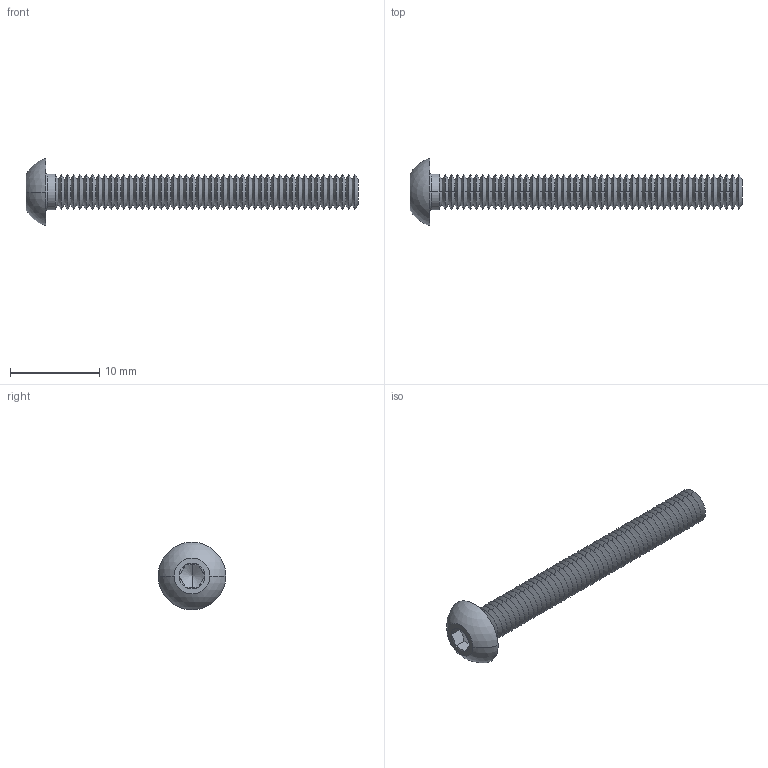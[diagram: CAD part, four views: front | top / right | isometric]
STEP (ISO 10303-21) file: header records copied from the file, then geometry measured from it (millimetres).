
FILE_DESCRIPTION (( 'STEP AP214' ), '1' );
FILE_NAME ('Hexagon socket button head screws M4×35半圆头内六角螺丝（不锈钢304）.step', '2016-10-28T04:22:06', ( 'dell' ), ( '' ), 'SwSTEP 2.0', 'SolidWorks 2013', '' );
FILE_SCHEMA (( 'AUTOMOTIVE_DESIGN' ));
Length unit declared in the file: millimetre
Products named in the file (1): Hexagon socket button head screws M4×35半圆头内六角螺丝（不锈钢304）
Bounding box: 37.2 x 7.6 x 7.6 mm (x, y, z)
Volume: 384 mm3; surface area: 855.6 mm2
Topology: 1 solids, 1 shells, 217 faces, 434 edges, 219 vertices
Faces by surface type: cone 202, plane 9, cylinder 2, torus 2, sphere 2
Entity records: 5514 total; most frequent: DIRECTION 1068, CARTESIAN_POINT 931, ORIENTED_EDGE 864, EDGE_CURVE 432, AXIS2_PLACEMENT_3D 432, EDGE_LOOP 219, VERTEX_POINT 219, ADVANCED_FACE 217
